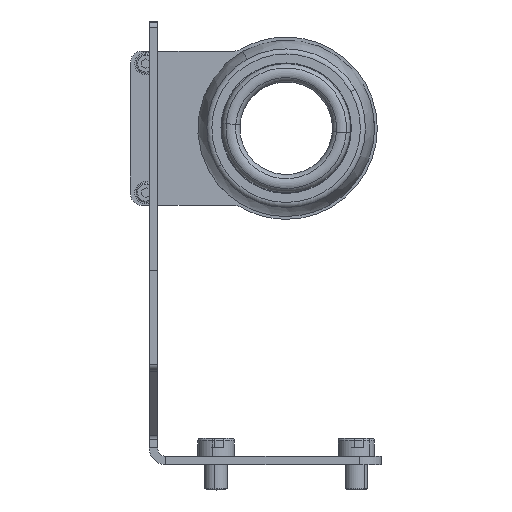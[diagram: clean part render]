
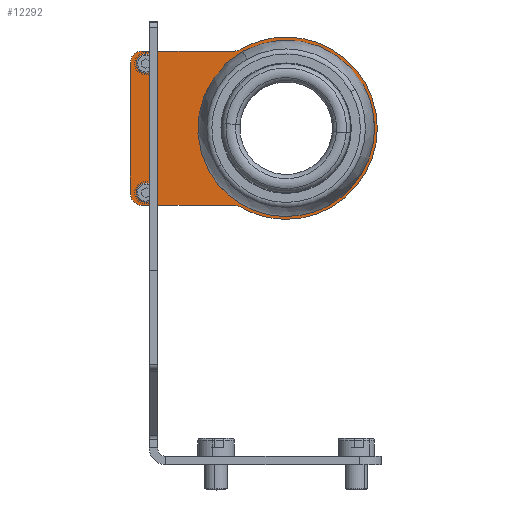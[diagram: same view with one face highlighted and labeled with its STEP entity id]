
A CAD part, left-side view. The second image highlights one B-rep face of the part: STEP entity #12292.
In plain terms, the highlighted planar face has unit normal (-1, 0, 0).
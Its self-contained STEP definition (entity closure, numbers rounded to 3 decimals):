
#159 = DIRECTION ( 'NONE',  ( 0., 0., 1. ) ) ;
#289 = CIRCLE ( 'NONE', #10239, 2.25 ) ;
#637 = CARTESIAN_POINT ( 'NONE',  ( 990.5, 50., 1503. ) ) ;
#651 = CIRCLE ( 'NONE', #9011, 20.25 ) ;
#671 = CARTESIAN_POINT ( 'NONE',  ( 990.5, 50., 1459.25 ) ) ;
#703 = CIRCLE ( 'NONE', #7064, 20.25 ) ;
#763 = CIRCLE ( 'NONE', #7713, 32.5 ) ;
#844 = EDGE_CURVE ( 'NONE', #5669, #11304, #4279, .T. ) ;
#845 = AXIS2_PLACEMENT_3D ( 'NONE', #9208, #6470, #9323 ) ;
#885 = LINE ( 'NONE', #11212, #5830 ) ;
#1007 = FACE_OUTER_BOUND ( 'NONE', #2114, .T. ) ;
#1173 = CARTESIAN_POINT ( 'NONE',  ( 990.5, 50., 1454.75 ) ) ;
#1211 = CIRCLE ( 'NONE', #7582, 4. ) ;
#1239 = CARTESIAN_POINT ( 'NONE',  ( 990.5, 16.418, 1451.952 ) ) ;
#1313 = CARTESIAN_POINT ( 'NONE',  ( 990.5, 18.439, 1448.5 ) ) ;
#1381 = DIRECTION ( 'NONE',  ( 0., 0., -1. ) ) ;
#1530 = CARTESIAN_POINT ( 'NONE',  ( 990.5, 0., 1512.5 ) ) ;
#1541 = CARTESIAN_POINT ( 'NONE',  ( 990.5, 17.321, 1452.5 ) ) ;
#1990 = EDGE_LOOP ( 'NONE', ( #7069, #10592 ) ) ;
#2066 = EDGE_CURVE ( 'NONE', #5444, #9883, #8032, .T. ) ;
#2114 = EDGE_LOOP ( 'NONE', ( #10859, #8396, #4168, #11395, #4061, #11173, #4533, #7661, #6148, #11924 ) ) ;
#2330 = EDGE_LOOP ( 'NONE', ( #7808, #12092 ) ) ;
#2387 = EDGE_CURVE ( 'NONE', #10638, #2517, #651, .T. ) ;
#2476 = CARTESIAN_POINT ( 'NONE',  ( 990.5, 51.5, 1507.5 ) ) ;
#2517 = VERTEX_POINT ( 'NONE', #3745 ) ;
#2751 = CARTESIAN_POINT ( 'NONE',  ( 990.5, 51.5, 1503.5 ) ) ;
#2809 = VECTOR ( 'NONE', #10872, 1000. ) ;
#2876 = DIRECTION ( 'NONE',  ( 0., -1., 0. ) ) ;
#3005 = CARTESIAN_POINT ( 'NONE',  ( 990.5, 0., 1459.75 ) ) ;
#3107 = DIRECTION ( 'NONE',  ( 1., 0., 0. ) ) ;
#3182 = VERTEX_POINT ( 'NONE', #1530 ) ;
#3188 = VERTEX_POINT ( 'NONE', #5311 ) ;
#3282 = CARTESIAN_POINT ( 'NONE',  ( 990.5, 0., 1480. ) ) ;
#3306 = AXIS2_PLACEMENT_3D ( 'NONE', #7443, #5604, #9355 ) ;
#3396 = EDGE_LOOP ( 'NONE', ( #5165, #3983 ) ) ;
#3437 = VERTEX_POINT ( 'NONE', #11705 ) ;
#3664 = AXIS2_PLACEMENT_3D ( 'NONE', #637, #7252, #4291 ) ;
#3687 = CARTESIAN_POINT ( 'NONE',  ( 990.5, 0., 1480. ) ) ;
#3745 = CARTESIAN_POINT ( 'NONE',  ( 990.5, 0., 1500.25 ) ) ;
#3983 = ORIENTED_EDGE ( 'NONE', *, *, #4293, .F. ) ;
#4001 = AXIS2_PLACEMENT_3D ( 'NONE', #9693, #7708, #159 ) ;
#4061 = ORIENTED_EDGE ( 'NONE', *, *, #5334, .F. ) ;
#4168 = ORIENTED_EDGE ( 'NONE', *, *, #4859, .F. ) ;
#4279 = CIRCLE ( 'NONE', #3306, 32.5 ) ;
#4291 = DIRECTION ( 'NONE',  ( 0., 0., -1. ) ) ;
#4293 = EDGE_CURVE ( 'NONE', #8259, #11380, #6341, .T. ) ;
#4336 = DIRECTION ( 'NONE',  ( 0., 0., 1. ) ) ;
#4385 = CIRCLE ( 'NONE', #11555, 4. ) ;
#4521 = CARTESIAN_POINT ( 'NONE',  ( 990.5, 50., 1457. ) ) ;
#4533 = ORIENTED_EDGE ( 'NONE', *, *, #844, .F. ) ;
#4659 = FACE_BOUND ( 'NONE', #3396, .T. ) ;
#4709 = DIRECTION ( 'NONE',  ( 0., 0., 1. ) ) ;
#4720 = AXIS2_PLACEMENT_3D ( 'NONE', #12223, #6443, #11403 ) ;
#4771 = DIRECTION ( 'NONE',  ( -1., 0., 0. ) ) ;
#4859 = EDGE_CURVE ( 'NONE', #8997, #3188, #10885, .T. ) ;
#4893 = CARTESIAN_POINT ( 'NONE',  ( 990.5, 50., 1457. ) ) ;
#4911 = AXIS2_PLACEMENT_3D ( 'NONE', #11522, #9718, #1381 ) ;
#4964 = DIRECTION ( 'NONE',  ( 0., 0., 1. ) ) ;
#5036 = CARTESIAN_POINT ( 'NONE',  ( 990.5, 18.439, 1511.5 ) ) ;
#5165 = ORIENTED_EDGE ( 'NONE', *, *, #8159, .F. ) ;
#5311 = CARTESIAN_POINT ( 'NONE',  ( 990.5, 55.5, 1503.5 ) ) ;
#5334 = EDGE_CURVE ( 'NONE', #6540, #8015, #6285, .T. ) ;
#5444 = VERTEX_POINT ( 'NONE', #671 ) ;
#5604 = DIRECTION ( 'NONE',  ( 1., 0., 0. ) ) ;
#5664 = FACE_BOUND ( 'NONE', #1990, .T. ) ;
#5669 = VERTEX_POINT ( 'NONE', #6435 ) ;
#5796 = CIRCLE ( 'NONE', #4001, 32.5 ) ;
#5830 = VECTOR ( 'NONE', #2876, 1000. ) ;
#5845 = DIRECTION ( 'NONE',  ( 1., 0., 0. ) ) ;
#5868 = EDGE_CURVE ( 'NONE', #11818, #3188, #4385, .T. ) ;
#5908 = DIRECTION ( 'NONE',  ( 0., 0., 1. ) ) ;
#5987 = DIRECTION ( 'NONE',  ( 1., 0., 0. ) ) ;
#6096 = CARTESIAN_POINT ( 'NONE',  ( 990.5, 18.439, 1452.5 ) ) ;
#6148 = ORIENTED_EDGE ( 'NONE', *, *, #11671, .F. ) ;
#6285 = LINE ( 'NONE', #1541, #2809 ) ;
#6341 = CIRCLE ( 'NONE', #4911, 2.25 ) ;
#6351 = CARTESIAN_POINT ( 'NONE',  ( 990.5, 50., 1500.75 ) ) ;
#6409 = CIRCLE ( 'NONE', #845, 4. ) ;
#6435 = CARTESIAN_POINT ( 'NONE',  ( 990.5, 0., 1447.5 ) ) ;
#6441 = EDGE_CURVE ( 'NONE', #3182, #5669, #5796, .T. ) ;
#6443 = DIRECTION ( 'NONE',  ( 1., 0., 0. ) ) ;
#6470 = DIRECTION ( 'NONE',  ( -1., 0., 0. ) ) ;
#6540 = VERTEX_POINT ( 'NONE', #6096 ) ;
#6662 = DIRECTION ( 'NONE',  ( -1., 0., 0. ) ) ;
#6678 = PLANE ( 'NONE',  #4720 ) ;
#7064 = AXIS2_PLACEMENT_3D ( 'NONE', #9772, #3107, #10703 ) ;
#7069 = ORIENTED_EDGE ( 'NONE', *, *, #8375, .T. ) ;
#7097 = VERTEX_POINT ( 'NONE', #12111 ) ;
#7252 = DIRECTION ( 'NONE',  ( -1., 0., 0. ) ) ;
#7443 = CARTESIAN_POINT ( 'NONE',  ( 990.5, 0., 1480. ) ) ;
#7513 = DIRECTION ( 'NONE',  ( 1., 0., 0. ) ) ;
#7582 = AXIS2_PLACEMENT_3D ( 'NONE', #1313, #5845, #5908 ) ;
#7661 = ORIENTED_EDGE ( 'NONE', *, *, #6441, .F. ) ;
#7677 = CARTESIAN_POINT ( 'NONE',  ( 990.5, 51.5, 1452.5 ) ) ;
#7708 = DIRECTION ( 'NONE',  ( 1., 0., 0. ) ) ;
#7713 = AXIS2_PLACEMENT_3D ( 'NONE', #3282, #11827, #10869 ) ;
#7808 = ORIENTED_EDGE ( 'NONE', *, *, #8347, .F. ) ;
#7849 = CIRCLE ( 'NONE', #3664, 2.25 ) ;
#7927 = EDGE_CURVE ( 'NONE', #3437, #7097, #9046, .T. ) ;
#8015 = VERTEX_POINT ( 'NONE', #7677 ) ;
#8032 = CIRCLE ( 'NONE', #11194, 2.25 ) ;
#8159 = EDGE_CURVE ( 'NONE', #11380, #8259, #7849, .T. ) ;
#8259 = VERTEX_POINT ( 'NONE', #8302 ) ;
#8302 = CARTESIAN_POINT ( 'NONE',  ( 990.5, 50., 1505.25 ) ) ;
#8347 = EDGE_CURVE ( 'NONE', #9883, #5444, #289, .T. ) ;
#8375 = EDGE_CURVE ( 'NONE', #2517, #10638, #703, .T. ) ;
#8396 = ORIENTED_EDGE ( 'NONE', *, *, #5868, .T. ) ;
#8447 = CARTESIAN_POINT ( 'NONE',  ( 990.5, 55.5, 1456.5 ) ) ;
#8477 = DIRECTION ( 'NONE',  ( -1., 0., 0. ) ) ;
#8546 = DIRECTION ( 'NONE',  ( 0., 0., 1. ) ) ;
#8997 = VERTEX_POINT ( 'NONE', #8447 ) ;
#9011 = AXIS2_PLACEMENT_3D ( 'NONE', #3687, #7513, #8546 ) ;
#9046 = CIRCLE ( 'NONE', #12220, 4. ) ;
#9208 = CARTESIAN_POINT ( 'NONE',  ( 990.5, 51.5, 1456.5 ) ) ;
#9323 = DIRECTION ( 'NONE',  ( 0., 0., 1. ) ) ;
#9355 = DIRECTION ( 'NONE',  ( 0., 0., 1. ) ) ;
#9399 = EDGE_CURVE ( 'NONE', #11818, #7097, #885, .T. ) ;
#9564 = EDGE_CURVE ( 'NONE', #6540, #11304, #1211, .T. ) ;
#9693 = CARTESIAN_POINT ( 'NONE',  ( 990.5, 0., 1480. ) ) ;
#9718 = DIRECTION ( 'NONE',  ( -1., 0., 0. ) ) ;
#9772 = CARTESIAN_POINT ( 'NONE',  ( 990.5, 0., 1480. ) ) ;
#9883 = VERTEX_POINT ( 'NONE', #1173 ) ;
#10091 = CARTESIAN_POINT ( 'NONE',  ( 990.5, 55.5, 1452.5 ) ) ;
#10161 = EDGE_CURVE ( 'NONE', #8997, #8015, #6409, .T. ) ;
#10239 = AXIS2_PLACEMENT_3D ( 'NONE', #4893, #4771, #11639 ) ;
#10592 = ORIENTED_EDGE ( 'NONE', *, *, #2387, .T. ) ;
#10638 = VERTEX_POINT ( 'NONE', #3005 ) ;
#10703 = DIRECTION ( 'NONE',  ( 0., 0., 1. ) ) ;
#10859 = ORIENTED_EDGE ( 'NONE', *, *, #9399, .F. ) ;
#10869 = DIRECTION ( 'NONE',  ( 0., 0., 1. ) ) ;
#10872 = DIRECTION ( 'NONE',  ( 0., 1., 0. ) ) ;
#10885 = LINE ( 'NONE', #10091, #11318 ) ;
#11173 = ORIENTED_EDGE ( 'NONE', *, *, #9564, .T. ) ;
#11194 = AXIS2_PLACEMENT_3D ( 'NONE', #4521, #6662, #11386 ) ;
#11212 = CARTESIAN_POINT ( 'NONE',  ( 990.5, 17.321, 1507.5 ) ) ;
#11220 = FACE_BOUND ( 'NONE', #2330, .T. ) ;
#11304 = VERTEX_POINT ( 'NONE', #1239 ) ;
#11318 = VECTOR ( 'NONE', #4336, 1000. ) ;
#11380 = VERTEX_POINT ( 'NONE', #6351 ) ;
#11386 = DIRECTION ( 'NONE',  ( 0., 0., -1. ) ) ;
#11395 = ORIENTED_EDGE ( 'NONE', *, *, #10161, .T. ) ;
#11403 = DIRECTION ( 'NONE',  ( 0., 0., 1. ) ) ;
#11522 = CARTESIAN_POINT ( 'NONE',  ( 990.5, 50., 1503. ) ) ;
#11555 = AXIS2_PLACEMENT_3D ( 'NONE', #2751, #8477, #4709 ) ;
#11639 = DIRECTION ( 'NONE',  ( 0., 0., -1. ) ) ;
#11671 = EDGE_CURVE ( 'NONE', #3437, #3182, #763, .T. ) ;
#11705 = CARTESIAN_POINT ( 'NONE',  ( 990.5, 16.418, 1508.048 ) ) ;
#11818 = VERTEX_POINT ( 'NONE', #2476 ) ;
#11827 = DIRECTION ( 'NONE',  ( 1., 0., 0. ) ) ;
#11924 = ORIENTED_EDGE ( 'NONE', *, *, #7927, .T. ) ;
#12092 = ORIENTED_EDGE ( 'NONE', *, *, #2066, .F. ) ;
#12111 = CARTESIAN_POINT ( 'NONE',  ( 990.5, 18.439, 1507.5 ) ) ;
#12220 = AXIS2_PLACEMENT_3D ( 'NONE', #5036, #5987, #4964 ) ;
#12223 = CARTESIAN_POINT ( 'NONE',  ( 990.5, 0., 1480. ) ) ;
#12292 = ADVANCED_FACE ( 'NONE', ( #4659, #11220, #5664, #1007 ), #6678, .F. ) ;
